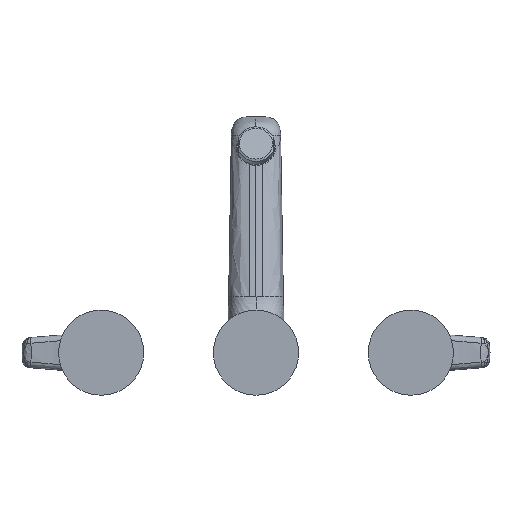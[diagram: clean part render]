
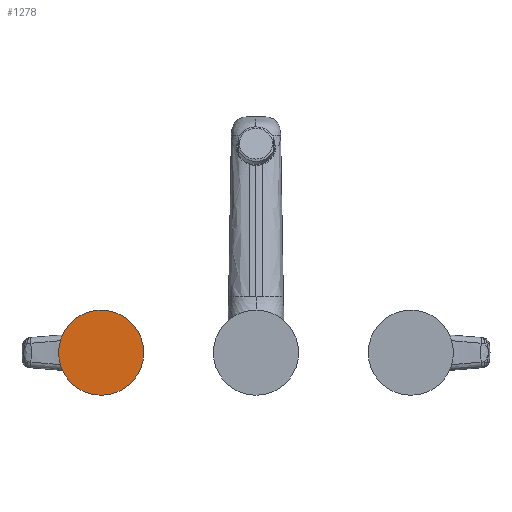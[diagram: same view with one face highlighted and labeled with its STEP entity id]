
A CAD part, front view. The second image highlights one B-rep face of the part: STEP entity #1278.
In plain terms, the highlighted planar face has unit normal (0, -1, 0).
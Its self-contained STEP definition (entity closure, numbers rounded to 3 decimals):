
#232 = DIRECTION ( 'NONE',  ( 0., -1., 0. ) ) ;
#796 = VERTEX_POINT ( 'NONE', #3701 ) ;
#1278 = ADVANCED_FACE ( 'NONE', ( #1326 ), #26238, .T. ) ;
#1279 = DIRECTION ( 'NONE',  ( 1., 0., 0. ) ) ;
#1326 = FACE_OUTER_BOUND ( 'NONE', #18581, .T. ) ;
#3512 = EDGE_CURVE ( 'NONE', #796, #796, #25063, .T. ) ;
#3701 = CARTESIAN_POINT ( 'NONE',  ( -127.788, 0., 3.453 ) ) ;
#13476 = AXIS2_PLACEMENT_3D ( 'NONE', #28434, #15095, #1279 ) ;
#14067 = CARTESIAN_POINT ( 'NONE',  ( -100.288, 0., 3.453 ) ) ;
#15095 = DIRECTION ( 'NONE',  ( 0., -1., 0. ) ) ;
#16360 = DIRECTION ( 'NONE',  ( -1., 0., 0. ) ) ;
#18581 = EDGE_LOOP ( 'NONE', ( #23794 ) ) ;
#22420 = AXIS2_PLACEMENT_3D ( 'NONE', #14067, #232, #16360 ) ;
#23794 = ORIENTED_EDGE ( 'NONE', *, *, #3512, .T. ) ;
#25063 = CIRCLE ( 'NONE', #22420, 27.5 ) ;
#26238 = PLANE ( 'NONE',  #13476 ) ;
#28434 = CARTESIAN_POINT ( 'NONE',  ( -100.288, 0., -10.797 ) ) ;
